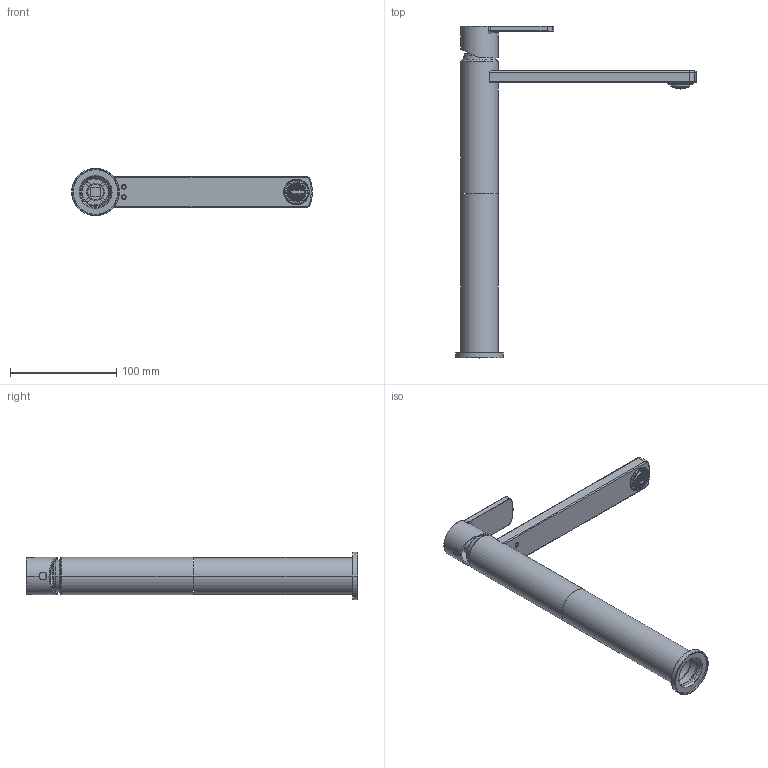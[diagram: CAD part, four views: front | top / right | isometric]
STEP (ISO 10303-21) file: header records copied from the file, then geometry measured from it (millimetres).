
FILE_DESCRIPTION(('STEP AP203'),'1');
FILE_NAME('Glam 2.stp','2025-12-15T08:52:34',(' '),(' '),'Spatial InterOp 3D',' ',' ');
FILE_SCHEMA(('CONFIG_CONTROL_DESIGN'));
Length unit declared in the file: millimetre
Products named in the file (1): 1
Bounding box: 226.33 x 312.3 x 44.8 mm (x, y, z)
Surface area: 84221.8 mm2 (no closed solid volume)
Topology: 0 solids, 16 shells, 177 faces, 1140 edges, 966 vertices
Faces by surface type: cylinder 54, plane 41, cone 40, torus 31, sphere 6, bspline 5
Entity records: 12947 total; most frequent: CARTESIAN_POINT 3667, DIRECTION 2274, ORIENTED_EDGE 1502, EDGE_CURVE 1138, AXIS2_PLACEMENT_3D 1026, VERTEX_POINT 966, CIRCLE 846, FACE_BOUND 293
